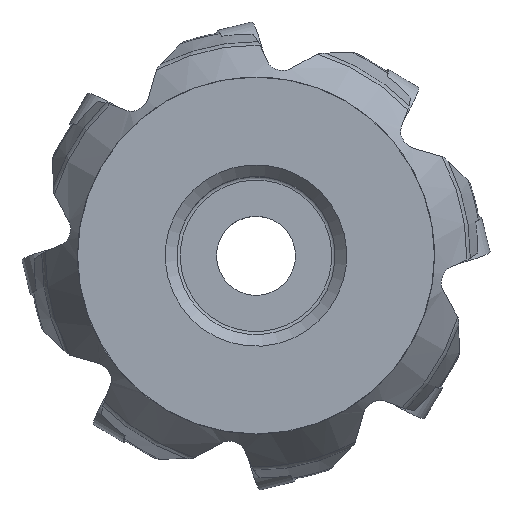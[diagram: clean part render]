
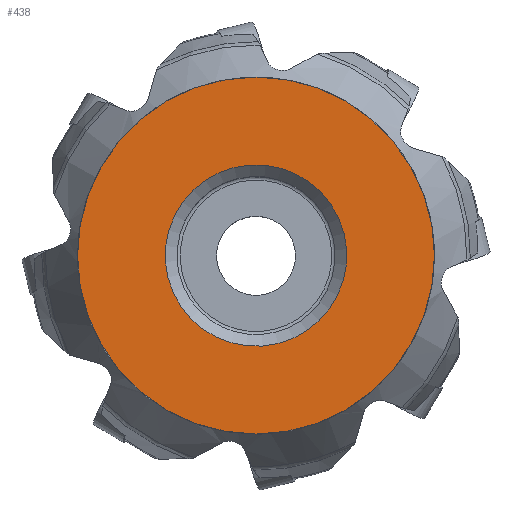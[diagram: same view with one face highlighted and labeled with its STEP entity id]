
A CAD part, top view. The second image highlights one B-rep face of the part: STEP entity #438.
In plain terms, the highlighted planar face has unit normal (0, 0, 1).
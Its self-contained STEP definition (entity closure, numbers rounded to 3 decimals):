
#195=FACE_BOUND('',#671,.T.);
#196=FACE_BOUND('',#672,.T.);
#210=PLANE('',#2264);
#438=ADVANCED_FACE('',(#195,#196),#210,.T.);
#671=EDGE_LOOP('',(#1086));
#672=EDGE_LOOP('',(#1087));
#769=CIRCLE('',#2218,30.5);
#781=CIRCLE('',#2242,15.505);
#1086=ORIENTED_EDGE('',*,*,#1705,.T.);
#1087=ORIENTED_EDGE('',*,*,#1785,.F.);
#1488=VERTEX_POINT('',#3363);
#1548=VERTEX_POINT('',#3868);
#1705=EDGE_CURVE('',#1488,#1488,#769,.T.);
#1785=EDGE_CURVE('',#1548,#1548,#781,.T.);
#2218=AXIS2_PLACEMENT_3D('',#3362,#2535,#2536);
#2242=AXIS2_PLACEMENT_3D('',#3867,#2586,#2587);
#2264=AXIS2_PLACEMENT_3D('',#3900,#2630,#2631);
#2535=DIRECTION('',(0.,0.,1.));
#2536=DIRECTION('',(1.,0.,0.));
#2586=DIRECTION('',(0.,0.,1.));
#2587=DIRECTION('',(-0.242,0.97,0.));
#2630=DIRECTION('',(0.,0.,1.));
#2631=DIRECTION('',(-0.242,0.97,0.));
#3362=CARTESIAN_POINT('',(0.,0.,0.));
#3363=CARTESIAN_POINT('',(30.5,0.,0.));
#3867=CARTESIAN_POINT('',(0.,0.,0.));
#3868=CARTESIAN_POINT('',(-3.751,15.045,0.));
#3900=CARTESIAN_POINT('',(-30.5,0.,0.));
